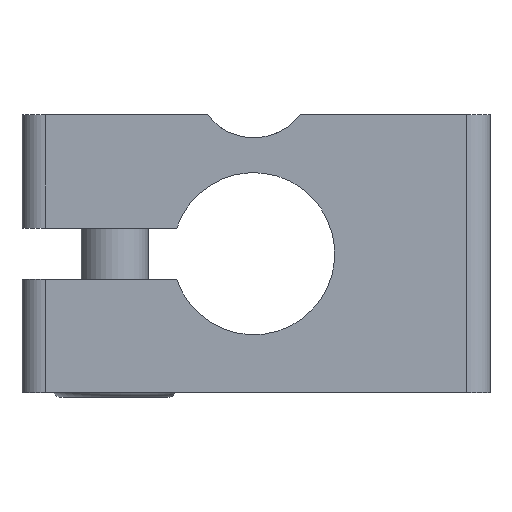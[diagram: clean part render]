
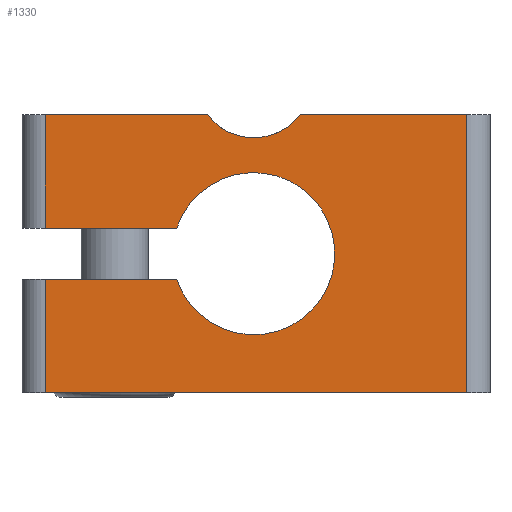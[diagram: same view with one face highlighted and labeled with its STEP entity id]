
A CAD part, front view. The second image highlights one B-rep face of the part: STEP entity #1330.
In plain terms, the highlighted planar face has unit normal (0, -1, 0).
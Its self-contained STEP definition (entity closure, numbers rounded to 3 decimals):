
#49=LINE('',#1907,#151);
#87=LINE('',#2095,#189);
#88=LINE('',#2097,#190);
#89=LINE('',#2099,#191);
#90=LINE('',#2101,#192);
#91=LINE('',#2103,#193);
#92=LINE('',#2107,#194);
#93=LINE('',#2108,#195);
#151=VECTOR('',#1526,5.677);
#189=VECTOR('',#1688,5.677);
#190=VECTOR('',#1689,4.9);
#191=VECTOR('',#1690,18.2);
#192=VECTOR('',#1691,12.);
#193=VECTOR('',#1692,7.2);
#194=VECTOR('',#1695,7.);
#195=VECTOR('',#1696,4.9);
#306=PLANE('',#1442);
#370=FACE_OUTER_BOUND('',#463,.T.);
#463=EDGE_LOOP('',(#1028,#1029,#1030,#1031,#1032,#1033,#1034,#1035,#1036,
#1037));
#548=CIRCLE('',#1440,3.5);
#549=CIRCLE('',#1443,2.5);
#596=VERTEX_POINT('',#1904);
#597=VERTEX_POINT('',#1906);
#648=VERTEX_POINT('',#2088);
#649=VERTEX_POINT('',#2094);
#650=VERTEX_POINT('',#2096);
#651=VERTEX_POINT('',#2098);
#652=VERTEX_POINT('',#2100);
#653=VERTEX_POINT('',#2102);
#654=VERTEX_POINT('',#2104);
#655=VERTEX_POINT('',#2106);
#717=EDGE_CURVE('',#597,#596,#49,.T.);
#790=EDGE_CURVE('',#596,#648,#548,.T.);
#792=EDGE_CURVE('',#648,#649,#87,.T.);
#793=EDGE_CURVE('',#650,#649,#88,.T.);
#794=EDGE_CURVE('',#650,#651,#89,.T.);
#795=EDGE_CURVE('',#652,#651,#90,.T.);
#796=EDGE_CURVE('',#652,#653,#91,.T.);
#797=EDGE_CURVE('',#653,#654,#549,.T.);
#798=EDGE_CURVE('',#654,#655,#92,.T.);
#799=EDGE_CURVE('',#597,#655,#93,.T.);
#1028=ORIENTED_EDGE('',*,*,#792,.T.);
#1029=ORIENTED_EDGE('',*,*,#793,.F.);
#1030=ORIENTED_EDGE('',*,*,#794,.T.);
#1031=ORIENTED_EDGE('',*,*,#795,.F.);
#1032=ORIENTED_EDGE('',*,*,#796,.T.);
#1033=ORIENTED_EDGE('',*,*,#797,.T.);
#1034=ORIENTED_EDGE('',*,*,#798,.T.);
#1035=ORIENTED_EDGE('',*,*,#799,.F.);
#1036=ORIENTED_EDGE('',*,*,#717,.T.);
#1037=ORIENTED_EDGE('',*,*,#790,.T.);
#1330=ADVANCED_FACE('',(#370),#306,.T.);
#1440=AXIS2_PLACEMENT_3D('',#2090,#1681,#1682);
#1442=AXIS2_PLACEMENT_3D('',#2093,#1686,#1687);
#1443=AXIS2_PLACEMENT_3D('',#2105,#1693,#1694);
#1526=DIRECTION('',(1.,0.,0.));
#1681=DIRECTION('center_axis',(0.,1.,0.));
#1682=DIRECTION('ref_axis',(0.949,0.,0.314));
#1686=DIRECTION('center_axis',(0.,-1.,0.));
#1687=DIRECTION('ref_axis',(0.,0.,-1.));
#1688=DIRECTION('',(-1.,0.,0.));
#1689=DIRECTION('',(0.,0.,1.));
#1690=DIRECTION('',(1.,0.,0.));
#1691=DIRECTION('',(0.,0.,-1.));
#1692=DIRECTION('',(-1.,0.,0.));
#1693=DIRECTION('center_axis',(0.,1.,0.));
#1694=DIRECTION('ref_axis',(-1.,0.,0.));
#1695=DIRECTION('',(-1.,0.,0.));
#1696=DIRECTION('',(0.,0.,1.));
#1904=CARTESIAN_POINT('',(6.677,0.,1.1));
#1906=CARTESIAN_POINT('',(1.,0.,1.1));
#1907=CARTESIAN_POINT('',(1.,0.,1.1));
#2088=CARTESIAN_POINT('',(6.677,0.,-1.1));
#2090=CARTESIAN_POINT('Origin',(10.,0.,0.));
#2093=CARTESIAN_POINT('Origin',(20.2,0.,0.));
#2094=CARTESIAN_POINT('',(1.,0.,-1.1));
#2095=CARTESIAN_POINT('',(6.677,0.,-1.1));
#2096=CARTESIAN_POINT('',(1.,0.,-6.));
#2097=CARTESIAN_POINT('',(1.,0.,-6.));
#2098=CARTESIAN_POINT('',(19.2,0.,-6.));
#2099=CARTESIAN_POINT('',(1.,0.,-6.));
#2100=CARTESIAN_POINT('',(19.2,0.,6.));
#2101=CARTESIAN_POINT('',(19.2,0.,6.));
#2102=CARTESIAN_POINT('',(12.,0.,6.));
#2103=CARTESIAN_POINT('',(19.2,0.,6.));
#2104=CARTESIAN_POINT('',(8.,0.,6.));
#2105=CARTESIAN_POINT('Origin',(10.,0.,7.5));
#2106=CARTESIAN_POINT('',(1.,0.,6.));
#2107=CARTESIAN_POINT('',(8.,0.,6.));
#2108=CARTESIAN_POINT('',(1.,0.,1.1));
